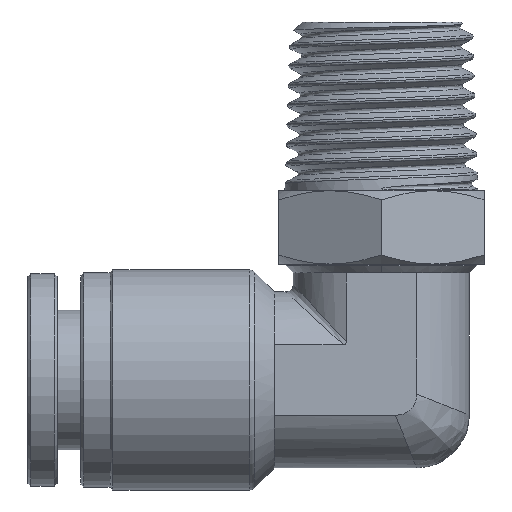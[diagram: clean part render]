
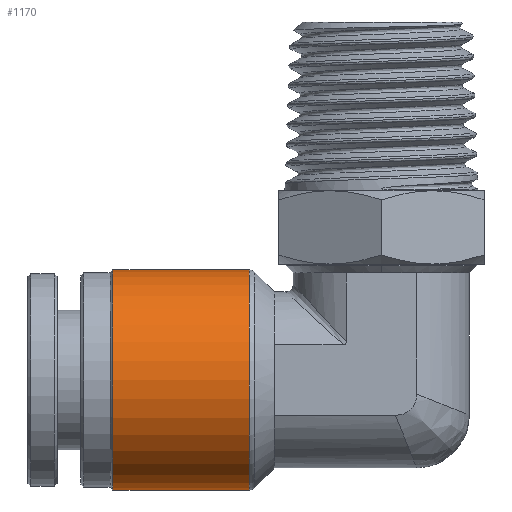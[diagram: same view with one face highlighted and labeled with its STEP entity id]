
A CAD part, left-side view. The second image highlights one B-rep face of the part: STEP entity #1170.
In plain terms, the highlighted cylindrical face has radius 7.5 mm (diameter 15 mm), a partial arc.
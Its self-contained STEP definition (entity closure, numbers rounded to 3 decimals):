
#739 = CYLINDRICAL_SURFACE ( 'NONE', #29936, 7.5 ) ;
#1170 = ADVANCED_FACE ( 'NONE', ( #16018 ), #739, .T. ) ;
#1417 = EDGE_CURVE ( 'NONE', #15219, #8302, #19418, .T. ) ;
#1694 = DIRECTION ( 'NONE',  ( 0., -1., 0. ) ) ;
#2029 = DIRECTION ( 'NONE',  ( 0., -1., 0. ) ) ;
#3086 = EDGE_CURVE ( 'NONE', #20312, #6591, #27987, .T. ) ;
#4169 = CARTESIAN_POINT ( 'NONE',  ( 0., 11.4, 0. ) ) ;
#5036 = EDGE_CURVE ( 'NONE', #6591, #15219, #17870, .T. ) ;
#6591 = VERTEX_POINT ( 'NONE', #23519 ) ;
#6693 = EDGE_CURVE ( 'NONE', #20312, #8302, #21093, .T. ) ;
#8302 = VERTEX_POINT ( 'NONE', #14787 ) ;
#8570 = EDGE_LOOP ( 'NONE', ( #27334, #26915, #22328, #18717 ) ) ;
#9335 = AXIS2_PLACEMENT_3D ( 'NONE', #10153, #27071, #12599 ) ;
#10153 = CARTESIAN_POINT ( 'NONE',  ( 0., -0.093, 0. ) ) ;
#11459 = DIRECTION ( 'NONE',  ( 0., -1., 0. ) ) ;
#12218 = CARTESIAN_POINT ( 'NONE',  ( 0., 9.2, 7.5 ) ) ;
#12599 = DIRECTION ( 'NONE',  ( 0., 0., -1. ) ) ;
#12607 = AXIS2_PLACEMENT_3D ( 'NONE', #25929, #11459, #28351 ) ;
#13986 = DIRECTION ( 'NONE',  ( 0., 0., -1. ) ) ;
#14215 = DIRECTION ( 'NONE',  ( 0., -1., 0. ) ) ;
#14787 = CARTESIAN_POINT ( 'NONE',  ( 0., -0.093, 7.5 ) ) ;
#15219 = VERTEX_POINT ( 'NONE', #28370 ) ;
#16018 = FACE_OUTER_BOUND ( 'NONE', #8570, .T. ) ;
#16641 = CARTESIAN_POINT ( 'NONE',  ( 0., 11.4, -7.5 ) ) ;
#17870 = LINE ( 'NONE', #16641, #18627 ) ;
#18627 = VECTOR ( 'NONE', #2029, 1000. ) ;
#18717 = ORIENTED_EDGE ( 'NONE', *, *, #1417, .T. ) ;
#19418 = CIRCLE ( 'NONE', #9335, 7.5 ) ;
#20312 = VERTEX_POINT ( 'NONE', #12218 ) ;
#21093 = LINE ( 'NONE', #31131, #27503 ) ;
#22328 = ORIENTED_EDGE ( 'NONE', *, *, #5036, .T. ) ;
#23519 = CARTESIAN_POINT ( 'NONE',  ( 0., 9.2, -7.5 ) ) ;
#25929 = CARTESIAN_POINT ( 'NONE',  ( 0., 9.2, 0. ) ) ;
#26915 = ORIENTED_EDGE ( 'NONE', *, *, #3086, .T. ) ;
#27071 = DIRECTION ( 'NONE',  ( 0., 1., 0. ) ) ;
#27334 = ORIENTED_EDGE ( 'NONE', *, *, #6693, .F. ) ;
#27503 = VECTOR ( 'NONE', #14215, 1000. ) ;
#27987 = CIRCLE ( 'NONE', #12607, 7.5 ) ;
#28351 = DIRECTION ( 'NONE',  ( 0., 0., 1. ) ) ;
#28370 = CARTESIAN_POINT ( 'NONE',  ( 0., -0.093, -7.5 ) ) ;
#29936 = AXIS2_PLACEMENT_3D ( 'NONE', #4169, #1694, #13986 ) ;
#31131 = CARTESIAN_POINT ( 'NONE',  ( 0., 11.4, 7.5 ) ) ;
